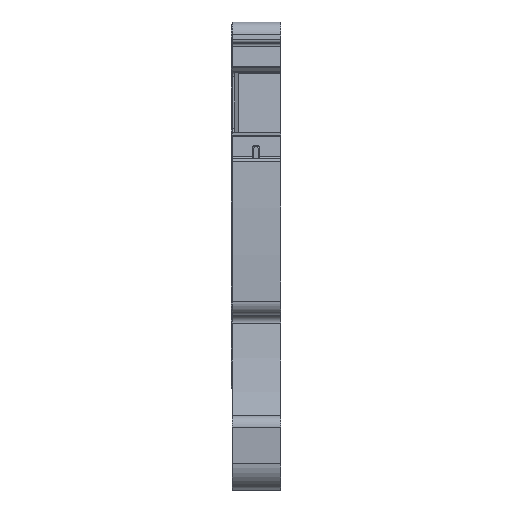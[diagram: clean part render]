
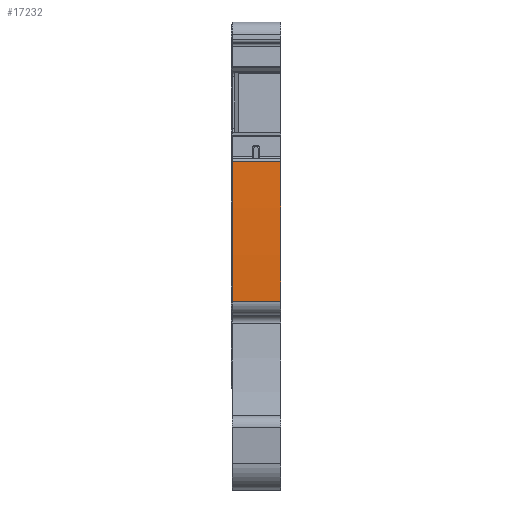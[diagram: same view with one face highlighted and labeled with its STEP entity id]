
A CAD part, front view. The second image highlights one B-rep face of the part: STEP entity #17232.
In plain terms, the highlighted cylindrical face has radius 122.182 mm (diameter 244.364 mm), a partial arc.
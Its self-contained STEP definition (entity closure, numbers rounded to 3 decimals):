
#9330=AXIS2_PLACEMENT_3D('Circle Axis2P3D',#9328,#9329,$) ;
#17204=AXIS2_PLACEMENT_3D('Cylinder Axis2P3D',#17201,#17202,#17203) ;
#17208=AXIS2_PLACEMENT_3D('Circle Axis2P3D',#17206,#17207,$) ;
#17215=AXIS2_PLACEMENT_3D('Circle Axis2P3D',#17213,#17214,$) ;
#9325=CARTESIAN_POINT('Vertex',(0.05,1.529,13.42)) ;
#9328=CARTESIAN_POINT('Axis2P3D Location',(0.05,123.656,17.106)) ;
#9332=CARTESIAN_POINT('Vertex',(0.05,1.637,23.414)) ;
#17185=CARTESIAN_POINT('Vertex',(3.5,1.529,13.42)) ;
#17188=CARTESIAN_POINT('Line Origine',(1.75,1.529,13.42)) ;
#17201=CARTESIAN_POINT('Axis2P3D Location',(1.75,123.656,17.106)) ;
#17206=CARTESIAN_POINT('Axis2P3D Location',(3.5,123.656,17.106)) ;
#17210=CARTESIAN_POINT('Vertex',(3.5,1.528,13.45)) ;
#17213=CARTESIAN_POINT('Axis2P3D Location',(3.5,123.656,17.106)) ;
#17217=CARTESIAN_POINT('Vertex',(3.5,1.637,23.414)) ;
#17220=CARTESIAN_POINT('Line Origine',(1.75,1.637,23.414)) ;
#9329=DIRECTION('Axis2P3D Direction',(-1.,0.,0.)) ;
#17189=DIRECTION('Vector Direction',(1.,0.,0.)) ;
#17202=DIRECTION('Axis2P3D Direction',(1.,0.,0.)) ;
#17203=DIRECTION('Axis2P3D XDirection',(0.,-0.992,0.126)) ;
#17207=DIRECTION('Axis2P3D Direction',(1.,0.,0.)) ;
#17214=DIRECTION('Axis2P3D Direction',(1.,0.,0.)) ;
#17221=DIRECTION('Vector Direction',(1.,0.,0.)) ;
#17190=VECTOR('Line Direction',#17189,1.) ;
#17222=VECTOR('Line Direction',#17221,1.) ;
#17226=ORIENTED_EDGE('',*,*,#17192,.T.) ;
#17227=ORIENTED_EDGE('',*,*,#17212,.F.) ;
#17228=ORIENTED_EDGE('',*,*,#17219,.F.) ;
#17229=ORIENTED_EDGE('',*,*,#17224,.F.) ;
#17230=ORIENTED_EDGE('',*,*,#9334,.F.) ;
#17232=ADVANCED_FACE('PartBody',(#17231),#17205,.T.) ;
#9331=CIRCLE('generated circle',#9330,122.182) ;
#17209=CIRCLE('generated circle',#17208,122.182) ;
#17216=CIRCLE('generated circle',#17215,122.182) ;
#17205=CYLINDRICAL_SURFACE('generated cylinder',#17204,122.182) ;
#9334=EDGE_CURVE('',#9326,#9333,#9331,.T.) ;
#17192=EDGE_CURVE('',#9326,#17186,#17191,.T.) ;
#17212=EDGE_CURVE('',#17211,#17186,#17209,.T.) ;
#17219=EDGE_CURVE('',#17218,#17211,#17216,.T.) ;
#17224=EDGE_CURVE('',#9333,#17218,#17223,.T.) ;
#17225=EDGE_LOOP('',(#17226,#17227,#17228,#17229,#17230)) ;
#17231=FACE_OUTER_BOUND('',#17225,.T.) ;
#17191=LINE('Line',#17188,#17190) ;
#17223=LINE('Line',#17220,#17222) ;
#9326=VERTEX_POINT('',#9325) ;
#9333=VERTEX_POINT('',#9332) ;
#17186=VERTEX_POINT('',#17185) ;
#17211=VERTEX_POINT('',#17210) ;
#17218=VERTEX_POINT('',#17217) ;
